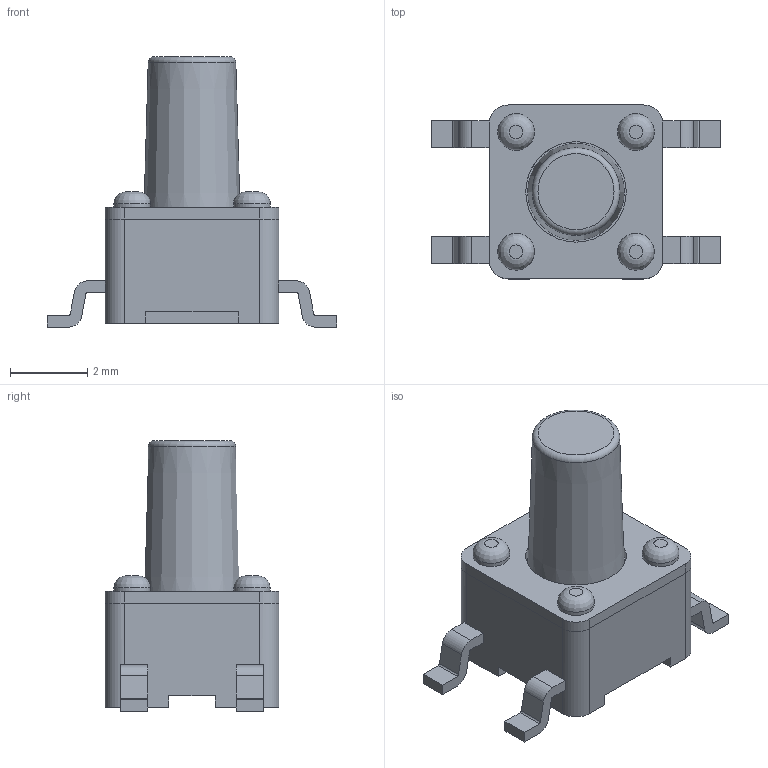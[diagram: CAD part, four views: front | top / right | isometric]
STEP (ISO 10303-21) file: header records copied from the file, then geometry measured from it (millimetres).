
FILE_DESCRIPTION(('FreeCAD Model'),'2;1');
FILE_NAME('SW_SPST_TL3305C.step','2020-01-02T13:30:53',('kicad StepUp'),('ksu MCAD'), 'Open CASCADE STEP processor 7.3','FreeCAD','Unknown');
FILE_SCHEMA(('AUTOMOTIVE_DESIGN { 1 0 10303 214 1 1 1 1 }'));
Length unit declared in the file: millimetre
Products named in the file (1): SW_SPST_TL3305C
Bounding box: 7.5 x 4.5 x 7 mm (x, y, z)
Volume: 63.7 mm3; surface area: 204.9 mm2
Topology: 1 solids, 5 shells, 155 faces, 388 edges, 252 vertices
Faces by surface type: plane 102, cylinder 47, revolution 4, cone 1, torus 1
Full cylindrical faces by diameter (mm): 0.65 x4, 0.7 x4, 0.95 x4, 2.6 x1
Entity records: 5749 total; most frequent: CARTESIAN_POINT 825, DIRECTION 807, ORIENTED_EDGE 776, EDGE_CURVE 388, LINE 275, VECTOR 275, AXIS2_PLACEMENT_3D 264, VERTEX_POINT 252
